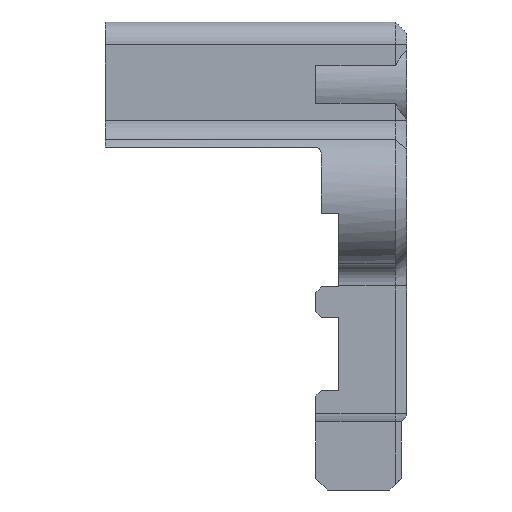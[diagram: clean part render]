
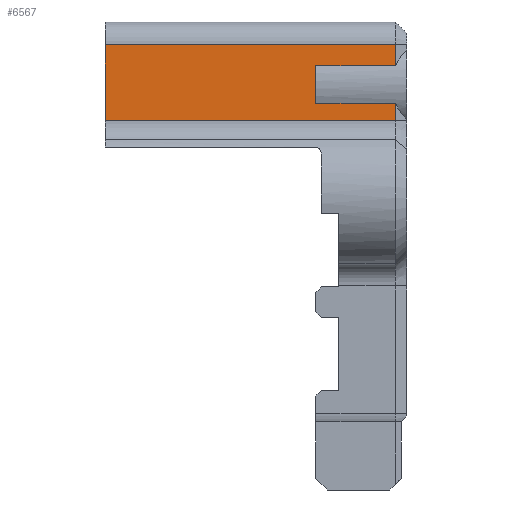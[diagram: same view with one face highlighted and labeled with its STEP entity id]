
A CAD part, left-side view. The second image highlights one B-rep face of the part: STEP entity #6567.
In plain terms, the highlighted planar face has unit normal (-1, 0, 0).
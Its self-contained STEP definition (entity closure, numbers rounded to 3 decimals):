
#187 = CYLINDRICAL_SURFACE('',#188,2.);
#188 = AXIS2_PLACEMENT_3D('',#189,#190,#191);
#189 = CARTESIAN_POINT('',(-17.4,0.,15.931));
#190 = DIRECTION('',(0.,1.,0.));
#191 = DIRECTION('',(1.,0.,0.));
#216 = PLANE('',#217);
#217 = AXIS2_PLACEMENT_3D('',#218,#219,#220);
#218 = CARTESIAN_POINT('',(0.,26.5,4.519));
#219 = DIRECTION('',(0.,-1.,0.));
#220 = DIRECTION('',(0.,0.,-1.));
#1713 = VERTEX_POINT('',#1714);
#1714 = CARTESIAN_POINT('',(-15.4,26.5,22.6));
#1729 = CYLINDRICAL_SURFACE('',#1730,2.);
#1730 = AXIS2_PLACEMENT_3D('',#1731,#1732,#1733);
#1731 = CARTESIAN_POINT('',(-13.4,0.,22.6));
#1732 = DIRECTION('',(0.,1.,0.));
#1733 = DIRECTION('',(0.,0.,1.));
#1741 = EDGE_CURVE('',#1713,#1742,#1744,.T.);
#1742 = VERTEX_POINT('',#1743);
#1743 = CARTESIAN_POINT('',(-15.4,26.5,15.931));
#1744 = SURFACE_CURVE('',#1745,(#1749,#1756),.PCURVE_S1.);
#1745 = LINE('',#1746,#1747);
#1746 = CARTESIAN_POINT('',(-15.4,26.5,24.6));
#1747 = VECTOR('',#1748,1.);
#1748 = DIRECTION('',(0.,0.,-1.));
#1749 = PCURVE('',#216,#1750);
#1750 = DEFINITIONAL_REPRESENTATION('',(#1751),#1755);
#1751 = LINE('',#1752,#1753);
#1752 = CARTESIAN_POINT('',(-20.081,-15.4));
#1753 = VECTOR('',#1754,1.);
#1754 = DIRECTION('',(1.,0.));
#1755 = ( GEOMETRIC_REPRESENTATION_CONTEXT(2) 
PARAMETRIC_REPRESENTATION_CONTEXT() REPRESENTATION_CONTEXT('2D SPACE',''
  ) );
#1756 = PCURVE('',#1757,#1762);
#1757 = PLANE('',#1758);
#1758 = AXIS2_PLACEMENT_3D('',#1759,#1760,#1761);
#1759 = CARTESIAN_POINT('',(-15.4,0.,24.6));
#1760 = DIRECTION('',(-1.,0.,0.));
#1761 = DIRECTION('',(0.,0.,-1.));
#1762 = DEFINITIONAL_REPRESENTATION('',(#1763),#1767);
#1763 = LINE('',#1764,#1765);
#1764 = CARTESIAN_POINT('',(0.,-26.5));
#1765 = VECTOR('',#1766,1.);
#1766 = DIRECTION('',(1.,0.));
#1767 = ( GEOMETRIC_REPRESENTATION_CONTEXT(2) 
PARAMETRIC_REPRESENTATION_CONTEXT() REPRESENTATION_CONTEXT('2D SPACE',''
  ) );
#2086 = EDGE_CURVE('',#2087,#1742,#2089,.T.);
#2087 = VERTEX_POINT('',#2088);
#2088 = CARTESIAN_POINT('',(-15.4,1.,15.931));
#2089 = SURFACE_CURVE('',#2090,(#2094,#2101),.PCURVE_S1.);
#2090 = LINE('',#2091,#2092);
#2091 = CARTESIAN_POINT('',(-15.4,0.,15.931));
#2092 = VECTOR('',#2093,1.);
#2093 = DIRECTION('',(0.,1.,0.));
#2094 = PCURVE('',#187,#2095);
#2095 = DEFINITIONAL_REPRESENTATION('',(#2096),#2100);
#2096 = LINE('',#2097,#2098);
#2097 = CARTESIAN_POINT('',(0.,0.));
#2098 = VECTOR('',#2099,1.);
#2099 = DIRECTION('',(0.,1.));
#2100 = ( GEOMETRIC_REPRESENTATION_CONTEXT(2) 
PARAMETRIC_REPRESENTATION_CONTEXT() REPRESENTATION_CONTEXT('2D SPACE',''
  ) );
#2101 = PCURVE('',#1757,#2102);
#2102 = DEFINITIONAL_REPRESENTATION('',(#2103),#2107);
#2103 = LINE('',#2104,#2105);
#2104 = CARTESIAN_POINT('',(8.669,0.));
#2105 = VECTOR('',#2106,1.);
#2106 = DIRECTION('',(0.,-1.));
#2107 = ( GEOMETRIC_REPRESENTATION_CONTEXT(2) 
PARAMETRIC_REPRESENTATION_CONTEXT() REPRESENTATION_CONTEXT('2D SPACE',''
  ) );
#5483 = VERTEX_POINT('',#5484);
#5484 = CARTESIAN_POINT('',(-15.4,1.,22.6));
#5511 = EDGE_CURVE('',#5483,#1713,#5512,.T.);
#5512 = SURFACE_CURVE('',#5513,(#5517,#5524),.PCURVE_S1.);
#5513 = LINE('',#5514,#5515);
#5514 = CARTESIAN_POINT('',(-15.4,0.,22.6));
#5515 = VECTOR('',#5516,1.);
#5516 = DIRECTION('',(0.,1.,0.));
#5517 = PCURVE('',#1729,#5518);
#5518 = DEFINITIONAL_REPRESENTATION('',(#5519),#5523);
#5519 = LINE('',#5520,#5521);
#5520 = CARTESIAN_POINT('',(-1.571,0.));
#5521 = VECTOR('',#5522,1.);
#5522 = DIRECTION('',(-0.,1.));
#5523 = ( GEOMETRIC_REPRESENTATION_CONTEXT(2) 
PARAMETRIC_REPRESENTATION_CONTEXT() REPRESENTATION_CONTEXT('2D SPACE',''
  ) );
#5524 = PCURVE('',#1757,#5525);
#5525 = DEFINITIONAL_REPRESENTATION('',(#5526),#5530);
#5526 = LINE('',#5527,#5528);
#5527 = CARTESIAN_POINT('',(2.,0.));
#5528 = VECTOR('',#5529,1.);
#5529 = DIRECTION('',(0.,-1.));
#5530 = ( GEOMETRIC_REPRESENTATION_CONTEXT(2) 
PARAMETRIC_REPRESENTATION_CONTEXT() REPRESENTATION_CONTEXT('2D SPACE',''
  ) );
#6567 = ADVANCED_FACE('',(#6568),#1757,.T.);
#6568 = FACE_BOUND('',#6569,.T.);
#6569 = EDGE_LOOP('',(#6570,#6598,#6599,#6600,#6601,#6629,#6657,#6685));
#6570 = ORIENTED_EDGE('',*,*,#6571,.F.);
#6571 = EDGE_CURVE('',#5483,#6572,#6574,.T.);
#6572 = VERTEX_POINT('',#6573);
#6573 = CARTESIAN_POINT('',(-15.4,1.,20.755));
#6574 = SURFACE_CURVE('',#6575,(#6579,#6586),.PCURVE_S1.);
#6575 = LINE('',#6576,#6577);
#6576 = CARTESIAN_POINT('',(-15.4,1.,22.6));
#6577 = VECTOR('',#6578,1.);
#6578 = DIRECTION('',(0.,0.,-1.));
#6579 = PCURVE('',#1757,#6580);
#6580 = DEFINITIONAL_REPRESENTATION('',(#6581),#6585);
#6581 = LINE('',#6582,#6583);
#6582 = CARTESIAN_POINT('',(2.,-1.));
#6583 = VECTOR('',#6584,1.);
#6584 = DIRECTION('',(1.,0.));
#6585 = ( GEOMETRIC_REPRESENTATION_CONTEXT(2) 
PARAMETRIC_REPRESENTATION_CONTEXT() REPRESENTATION_CONTEXT('2D SPACE',''
  ) );
#6586 = PCURVE('',#6587,#6592);
#6587 = PLANE('',#6588);
#6588 = AXIS2_PLACEMENT_3D('',#6589,#6590,#6591);
#6589 = CARTESIAN_POINT('',(-14.9,0.5,22.6));
#6590 = DIRECTION('',(-0.707,-0.707,0.
    ));
#6591 = DIRECTION('',(0.,0.,1.));
#6592 = DEFINITIONAL_REPRESENTATION('',(#6593),#6597);
#6593 = LINE('',#6594,#6595);
#6594 = CARTESIAN_POINT('',(0.,0.707));
#6595 = VECTOR('',#6596,1.);
#6596 = DIRECTION('',(-1.,0.));
#6597 = ( GEOMETRIC_REPRESENTATION_CONTEXT(2) 
PARAMETRIC_REPRESENTATION_CONTEXT() REPRESENTATION_CONTEXT('2D SPACE',''
  ) );
#6598 = ORIENTED_EDGE('',*,*,#5511,.T.);
#6599 = ORIENTED_EDGE('',*,*,#1741,.T.);
#6600 = ORIENTED_EDGE('',*,*,#2086,.F.);
#6601 = ORIENTED_EDGE('',*,*,#6602,.F.);
#6602 = EDGE_CURVE('',#6603,#2087,#6605,.T.);
#6603 = VERTEX_POINT('',#6604);
#6604 = CARTESIAN_POINT('',(-15.4,1.,17.445));
#6605 = SURFACE_CURVE('',#6606,(#6610,#6617),.PCURVE_S1.);
#6606 = LINE('',#6607,#6608);
#6607 = CARTESIAN_POINT('',(-15.4,1.,22.6));
#6608 = VECTOR('',#6609,1.);
#6609 = DIRECTION('',(0.,0.,-1.));
#6610 = PCURVE('',#1757,#6611);
#6611 = DEFINITIONAL_REPRESENTATION('',(#6612),#6616);
#6612 = LINE('',#6613,#6614);
#6613 = CARTESIAN_POINT('',(2.,-1.));
#6614 = VECTOR('',#6615,1.);
#6615 = DIRECTION('',(1.,0.));
#6616 = ( GEOMETRIC_REPRESENTATION_CONTEXT(2) 
PARAMETRIC_REPRESENTATION_CONTEXT() REPRESENTATION_CONTEXT('2D SPACE',''
  ) );
#6617 = PCURVE('',#6618,#6623);
#6618 = PLANE('',#6619);
#6619 = AXIS2_PLACEMENT_3D('',#6620,#6621,#6622);
#6620 = CARTESIAN_POINT('',(-14.9,0.5,22.6));
#6621 = DIRECTION('',(-0.707,-0.707,0.
    ));
#6622 = DIRECTION('',(0.,0.,1.));
#6623 = DEFINITIONAL_REPRESENTATION('',(#6624),#6628);
#6624 = LINE('',#6625,#6626);
#6625 = CARTESIAN_POINT('',(0.,0.707));
#6626 = VECTOR('',#6627,1.);
#6627 = DIRECTION('',(-1.,0.));
#6628 = ( GEOMETRIC_REPRESENTATION_CONTEXT(2) 
PARAMETRIC_REPRESENTATION_CONTEXT() REPRESENTATION_CONTEXT('2D SPACE',''
  ) );
#6629 = ORIENTED_EDGE('',*,*,#6630,.F.);
#6630 = EDGE_CURVE('',#6631,#6603,#6633,.T.);
#6631 = VERTEX_POINT('',#6632);
#6632 = CARTESIAN_POINT('',(-15.4,8.,17.445));
#6633 = SURFACE_CURVE('',#6634,(#6638,#6645),.PCURVE_S1.);
#6634 = LINE('',#6635,#6636);
#6635 = CARTESIAN_POINT('',(-15.4,0.,17.445));
#6636 = VECTOR('',#6637,1.);
#6637 = DIRECTION('',(0.,-1.,0.));
#6638 = PCURVE('',#1757,#6639);
#6639 = DEFINITIONAL_REPRESENTATION('',(#6640),#6644);
#6640 = LINE('',#6641,#6642);
#6641 = CARTESIAN_POINT('',(7.155,0.));
#6642 = VECTOR('',#6643,1.);
#6643 = DIRECTION('',(0.,1.));
#6644 = ( GEOMETRIC_REPRESENTATION_CONTEXT(2) 
PARAMETRIC_REPRESENTATION_CONTEXT() REPRESENTATION_CONTEXT('2D SPACE',''
  ) );
#6645 = PCURVE('',#6646,#6651);
#6646 = CYLINDRICAL_SURFACE('',#6647,4.099);
#6647 = AXIS2_PLACEMENT_3D('',#6648,#6649,#6650);
#6648 = CARTESIAN_POINT('',(-11.65,0.,19.1));
#6649 = DIRECTION('',(0.,-1.,0.));
#6650 = DIRECTION('',(1.,0.,0.));
#6651 = DEFINITIONAL_REPRESENTATION('',(#6652),#6656);
#6652 = LINE('',#6653,#6654);
#6653 = CARTESIAN_POINT('',(3.557,0.));
#6654 = VECTOR('',#6655,1.);
#6655 = DIRECTION('',(0.,1.));
#6656 = ( GEOMETRIC_REPRESENTATION_CONTEXT(2) 
PARAMETRIC_REPRESENTATION_CONTEXT() REPRESENTATION_CONTEXT('2D SPACE',''
  ) );
#6657 = ORIENTED_EDGE('',*,*,#6658,.F.);
#6658 = EDGE_CURVE('',#6659,#6631,#6661,.T.);
#6659 = VERTEX_POINT('',#6660);
#6660 = CARTESIAN_POINT('',(-15.4,8.,20.755));
#6661 = SURFACE_CURVE('',#6662,(#6666,#6673),.PCURVE_S1.);
#6662 = LINE('',#6663,#6664);
#6663 = CARTESIAN_POINT('',(-15.4,8.,21.786));
#6664 = VECTOR('',#6665,1.);
#6665 = DIRECTION('',(0.,0.,-1.));
#6666 = PCURVE('',#1757,#6667);
#6667 = DEFINITIONAL_REPRESENTATION('',(#6668),#6672);
#6668 = LINE('',#6669,#6670);
#6669 = CARTESIAN_POINT('',(2.814,-8.));
#6670 = VECTOR('',#6671,1.);
#6671 = DIRECTION('',(1.,0.));
#6672 = ( GEOMETRIC_REPRESENTATION_CONTEXT(2) 
PARAMETRIC_REPRESENTATION_CONTEXT() REPRESENTATION_CONTEXT('2D SPACE',''
  ) );
#6673 = PCURVE('',#6674,#6679);
#6674 = PLANE('',#6675);
#6675 = AXIS2_PLACEMENT_3D('',#6676,#6677,#6678);
#6676 = CARTESIAN_POINT('',(0.,8.,18.972));
#6677 = DIRECTION('',(0.,1.,0.));
#6678 = DIRECTION('',(0.,0.,1.));
#6679 = DEFINITIONAL_REPRESENTATION('',(#6680),#6684);
#6680 = LINE('',#6681,#6682);
#6681 = CARTESIAN_POINT('',(2.814,-15.4));
#6682 = VECTOR('',#6683,1.);
#6683 = DIRECTION('',(-1.,0.));
#6684 = ( GEOMETRIC_REPRESENTATION_CONTEXT(2) 
PARAMETRIC_REPRESENTATION_CONTEXT() REPRESENTATION_CONTEXT('2D SPACE',''
  ) );
#6685 = ORIENTED_EDGE('',*,*,#6686,.T.);
#6686 = EDGE_CURVE('',#6659,#6572,#6687,.T.);
#6687 = SURFACE_CURVE('',#6688,(#6692,#6699),.PCURVE_S1.);
#6688 = LINE('',#6689,#6690);
#6689 = CARTESIAN_POINT('',(-15.4,0.,20.755));
#6690 = VECTOR('',#6691,1.);
#6691 = DIRECTION('',(0.,-1.,0.));
#6692 = PCURVE('',#1757,#6693);
#6693 = DEFINITIONAL_REPRESENTATION('',(#6694),#6698);
#6694 = LINE('',#6695,#6696);
#6695 = CARTESIAN_POINT('',(3.845,0.));
#6696 = VECTOR('',#6697,1.);
#6697 = DIRECTION('',(0.,1.));
#6698 = ( GEOMETRIC_REPRESENTATION_CONTEXT(2) 
PARAMETRIC_REPRESENTATION_CONTEXT() REPRESENTATION_CONTEXT('2D SPACE',''
  ) );
#6699 = PCURVE('',#6646,#6700);
#6700 = DEFINITIONAL_REPRESENTATION('',(#6701),#6705);
#6701 = LINE('',#6702,#6703);
#6702 = CARTESIAN_POINT('',(2.726,0.));
#6703 = VECTOR('',#6704,1.);
#6704 = DIRECTION('',(0.,1.));
#6705 = ( GEOMETRIC_REPRESENTATION_CONTEXT(2) 
PARAMETRIC_REPRESENTATION_CONTEXT() REPRESENTATION_CONTEXT('2D SPACE',''
  ) );
